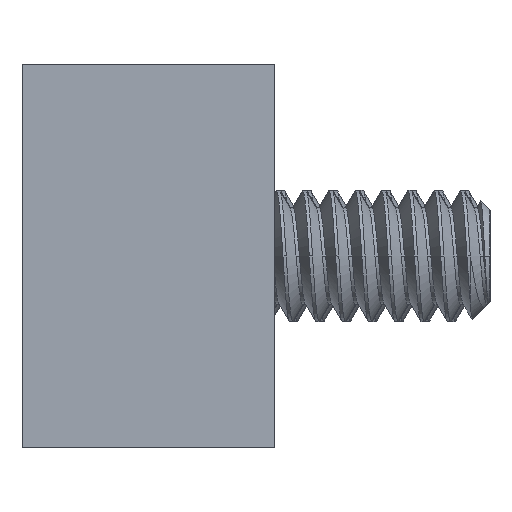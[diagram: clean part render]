
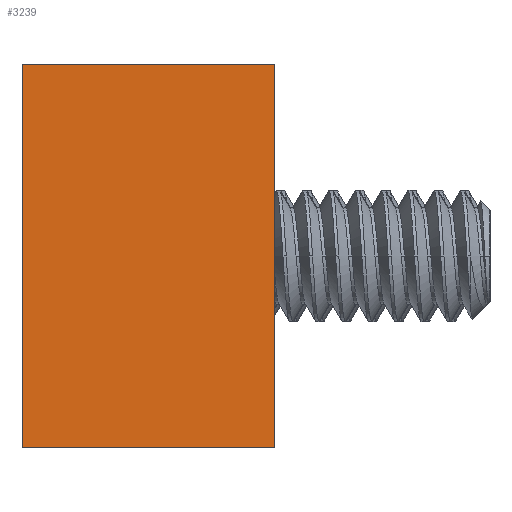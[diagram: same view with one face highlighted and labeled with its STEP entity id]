
A CAD part, left-side view. The second image highlights one B-rep face of the part: STEP entity #3239.
In plain terms, the highlighted planar face has unit normal (-1, 0, 0).
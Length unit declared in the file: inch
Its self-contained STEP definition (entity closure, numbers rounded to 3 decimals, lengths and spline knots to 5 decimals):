
#54 = LINE ( 'NONE', #343, #1527 ) ;
#343 = CARTESIAN_POINT ( 'NONE',  ( 0., 0., -0.72992 ) ) ;
#534 = CARTESIAN_POINT ( 'NONE',  ( 0., 0., 0. ) ) ;
#557 = DIRECTION ( 'NONE',  ( -1., 0., 0. ) ) ;
#598 = DIRECTION ( 'NONE',  ( 0., 0., 1. ) ) ;
#652 = CARTESIAN_POINT ( 'NONE',  ( 0., 0., 0. ) ) ;
#1415 = DIRECTION ( 'NONE',  ( 0., 1., 0. ) ) ;
#1450 = EDGE_CURVE ( 'NONE', #4736, #4198, #3797, .T. ) ;
#1527 = VECTOR ( 'NONE', #2240, 39.37008 ) ;
#1575 = DIRECTION ( 'NONE',  ( 0., 0., -1. ) ) ;
#1948 = VECTOR ( 'NONE', #1575, 39.37008 ) ;
#1951 = CARTESIAN_POINT ( 'NONE',  ( 0., 0.47992, 0. ) ) ;
#2223 = VERTEX_POINT ( 'NONE', #3993 ) ;
#2240 = DIRECTION ( 'NONE',  ( 0., 1., 0. ) ) ;
#2620 = PLANE ( 'NONE',  #3175 ) ;
#2959 = CARTESIAN_POINT ( 'NONE',  ( 0., 0., 0. ) ) ;
#3175 = AXIS2_PLACEMENT_3D ( 'NONE', #652, #557, #598 ) ;
#3239 = ADVANCED_FACE ( 'NONE', ( #4590 ), #2620, .T. ) ;
#3315 = CARTESIAN_POINT ( 'NONE',  ( 0., 0.47992, 0. ) ) ;
#3323 = LINE ( 'NONE', #2959, #3853 ) ;
#3329 = LINE ( 'NONE', #3315, #3654 ) ;
#3593 = CARTESIAN_POINT ( 'NONE',  ( 0., 0., -0.72992 ) ) ;
#3654 = VECTOR ( 'NONE', #4099, 39.37008 ) ;
#3797 = LINE ( 'NONE', #3914, #1948 ) ;
#3853 = VECTOR ( 'NONE', #1415, 39.37008 ) ;
#3914 = CARTESIAN_POINT ( 'NONE',  ( 0., 0., 0. ) ) ;
#3993 = CARTESIAN_POINT ( 'NONE',  ( 0., 0.47992, -0.72992 ) ) ;
#3994 = ORIENTED_EDGE ( 'NONE', *, *, #4127, .F. ) ;
#4026 = EDGE_CURVE ( 'NONE', #4736, #4619, #3323, .T. ) ;
#4099 = DIRECTION ( 'NONE',  ( 0., 0., -1. ) ) ;
#4127 = EDGE_CURVE ( 'NONE', #4198, #2223, #54, .T. ) ;
#4173 = ORIENTED_EDGE ( 'NONE', *, *, #4026, .T. ) ;
#4187 = EDGE_LOOP ( 'NONE', ( #4173, #4868, #3994, #4413 ) ) ;
#4198 = VERTEX_POINT ( 'NONE', #3593 ) ;
#4355 = EDGE_CURVE ( 'NONE', #4619, #2223, #3329, .T. ) ;
#4413 = ORIENTED_EDGE ( 'NONE', *, *, #1450, .F. ) ;
#4590 = FACE_OUTER_BOUND ( 'NONE', #4187, .T. ) ;
#4619 = VERTEX_POINT ( 'NONE', #1951 ) ;
#4736 = VERTEX_POINT ( 'NONE', #534 ) ;
#4868 = ORIENTED_EDGE ( 'NONE', *, *, #4355, .T. ) ;
